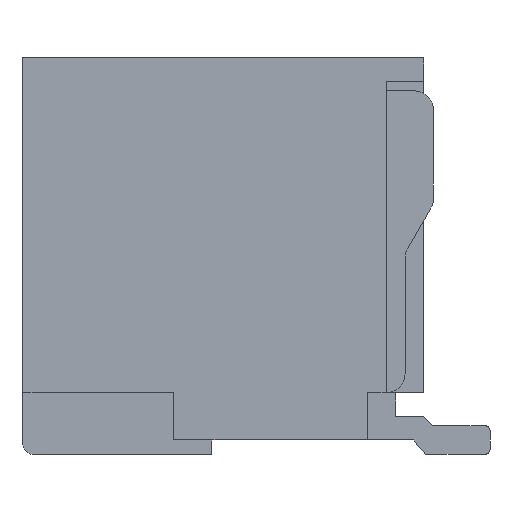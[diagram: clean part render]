
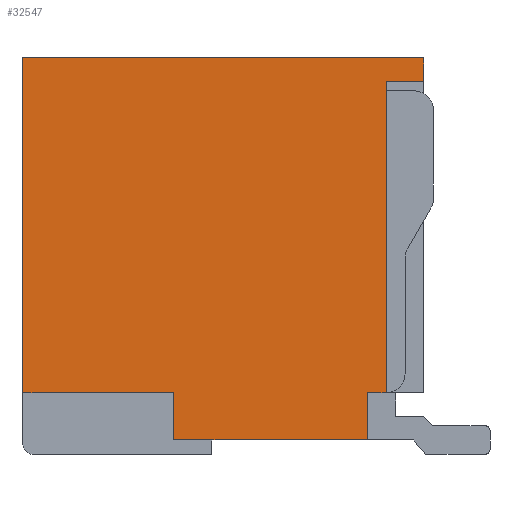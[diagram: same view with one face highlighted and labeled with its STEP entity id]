
A CAD part, left-side view. The second image highlights one B-rep face of the part: STEP entity #32547.
In plain terms, the highlighted planar face has unit normal (-1, 0, 0).
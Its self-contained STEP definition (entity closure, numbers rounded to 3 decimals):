
#375 = DIRECTION ( 'NONE',  ( 0., 0., -1. ) ) ;
#845 = EDGE_CURVE ( 'NONE', #35905, #36739, #4933, .T. ) ;
#1097 = VECTOR ( 'NONE', #17147, 1000. ) ;
#1277 = EDGE_LOOP ( 'NONE', ( #20965, #36216, #22294, #10276, #36724, #32025, #9571, #13841, #22024, #12093 ) ) ;
#1476 = CARTESIAN_POINT ( 'NONE',  ( -7.875, -1.375, 0.5 ) ) ;
#1719 = DIRECTION ( 'NONE',  ( 0., 0., -1. ) ) ;
#2547 = VECTOR ( 'NONE', #13322, 1000. ) ;
#2850 = CARTESIAN_POINT ( 'NONE',  ( -7.875, 2.475, 4.05 ) ) ;
#3178 = VECTOR ( 'NONE', #28484, 1000. ) ;
#3297 = EDGE_CURVE ( 'NONE', #16859, #37736, #6773, .T. ) ;
#3404 = LINE ( 'NONE', #36263, #18278 ) ;
#3427 = DIRECTION ( 'NONE',  ( 0., -1., 0. ) ) ;
#3661 = LINE ( 'NONE', #6940, #26552 ) ;
#4842 = VECTOR ( 'NONE', #14658, 1000. ) ;
#4933 = LINE ( 'NONE', #16782, #34704 ) ;
#5342 = CARTESIAN_POINT ( 'NONE',  ( -7.875, 2.475, 0.5 ) ) ;
#6773 = LINE ( 'NONE', #7348, #30609 ) ;
#6940 = CARTESIAN_POINT ( 'NONE',  ( -7.875, -1.775, 4.05 ) ) ;
#7253 = CARTESIAN_POINT ( 'NONE',  ( -7.875, 0.875, 0. ) ) ;
#7348 = CARTESIAN_POINT ( 'NONE',  ( -7.875, -1.375, 0.5 ) ) ;
#7487 = LINE ( 'NONE', #13115, #3178 ) ;
#8563 = CARTESIAN_POINT ( 'NONE',  ( -7.875, 0.875, 0. ) ) ;
#8926 = VECTOR ( 'NONE', #3427, 1000. ) ;
#9225 = CARTESIAN_POINT ( 'NONE',  ( -7.875, -1.375, 3.8 ) ) ;
#9571 = ORIENTED_EDGE ( 'NONE', *, *, #3297, .F. ) ;
#10276 = ORIENTED_EDGE ( 'NONE', *, *, #14357, .T. ) ;
#10347 = VERTEX_POINT ( 'NONE', #13845 ) ;
#11156 = LINE ( 'NONE', #37767, #1097 ) ;
#12093 = ORIENTED_EDGE ( 'NONE', *, *, #845, .F. ) ;
#12194 = AXIS2_PLACEMENT_3D ( 'NONE', #24279, #33706, #15377 ) ;
#12923 = CARTESIAN_POINT ( 'NONE',  ( -7.875, 2.475, 0.5 ) ) ;
#13115 = CARTESIAN_POINT ( 'NONE',  ( -7.875, -1.175, 0. ) ) ;
#13322 = DIRECTION ( 'NONE',  ( 0., 1., 0. ) ) ;
#13841 = ORIENTED_EDGE ( 'NONE', *, *, #33890, .F. ) ;
#13845 = CARTESIAN_POINT ( 'NONE',  ( -7.875, 0.875, 0.5 ) ) ;
#14357 = EDGE_CURVE ( 'NONE', #18361, #23243, #24511, .T. ) ;
#14452 = VERTEX_POINT ( 'NONE', #32389 ) ;
#14658 = DIRECTION ( 'NONE',  ( 0., 0., -1. ) ) ;
#15377 = DIRECTION ( 'NONE',  ( 0., 0., -1. ) ) ;
#15606 = DIRECTION ( 'NONE',  ( 0., 1., 0. ) ) ;
#15630 = CARTESIAN_POINT ( 'NONE',  ( -7.875, 2.475, 0. ) ) ;
#16782 = CARTESIAN_POINT ( 'NONE',  ( -7.875, 2.475, 4.05 ) ) ;
#16859 = VERTEX_POINT ( 'NONE', #9225 ) ;
#16965 = EDGE_CURVE ( 'NONE', #18361, #10347, #30820, .T. ) ;
#17147 = DIRECTION ( 'NONE',  ( 0., 1., 0. ) ) ;
#17952 = EDGE_CURVE ( 'NONE', #37736, #14452, #3404, .T. ) ;
#18278 = VECTOR ( 'NONE', #15606, 1000. ) ;
#18361 = VERTEX_POINT ( 'NONE', #8563 ) ;
#19093 = CARTESIAN_POINT ( 'NONE',  ( -7.875, 2.475, 4.05 ) ) ;
#20291 = CARTESIAN_POINT ( 'NONE',  ( -7.875, -1.775, 4.05 ) ) ;
#20965 = ORIENTED_EDGE ( 'NONE', *, *, #27105, .T. ) ;
#22024 = ORIENTED_EDGE ( 'NONE', *, *, #26846, .F. ) ;
#22294 = ORIENTED_EDGE ( 'NONE', *, *, #16965, .F. ) ;
#22881 = CARTESIAN_POINT ( 'NONE',  ( -7.875, -1.175, 0. ) ) ;
#23243 = VERTEX_POINT ( 'NONE', #22881 ) ;
#23902 = FACE_OUTER_BOUND ( 'NONE', #1277, .T. ) ;
#24279 = CARTESIAN_POINT ( 'NONE',  ( -7.875, 2.475, 4.05 ) ) ;
#24511 = LINE ( 'NONE', #15630, #8926 ) ;
#25110 = LINE ( 'NONE', #12923, #2547 ) ;
#26552 = VECTOR ( 'NONE', #375, 1000. ) ;
#26724 = VECTOR ( 'NONE', #37578, 1000. ) ;
#26846 = EDGE_CURVE ( 'NONE', #36739, #38338, #3661, .T. ) ;
#27105 = EDGE_CURVE ( 'NONE', #35905, #36047, #32431, .T. ) ;
#28484 = DIRECTION ( 'NONE',  ( 0., 0., -1. ) ) ;
#28602 = EDGE_CURVE ( 'NONE', #14452, #23243, #7487, .T. ) ;
#28650 = DIRECTION ( 'NONE',  ( 0., -1., 0. ) ) ;
#29226 = PLANE ( 'NONE',  #12194 ) ;
#30609 = VECTOR ( 'NONE', #1719, 1000. ) ;
#30820 = LINE ( 'NONE', #7253, #26724 ) ;
#31705 = CARTESIAN_POINT ( 'NONE',  ( -7.875, -1.775, 3.8 ) ) ;
#32025 = ORIENTED_EDGE ( 'NONE', *, *, #17952, .F. ) ;
#32389 = CARTESIAN_POINT ( 'NONE',  ( -7.875, -1.175, 0.5 ) ) ;
#32431 = LINE ( 'NONE', #2850, #4842 ) ;
#32547 = ADVANCED_FACE ( 'NONE', ( #23902 ), #29226, .F. ) ;
#33706 = DIRECTION ( 'NONE',  ( 1., 0., 0. ) ) ;
#33890 = EDGE_CURVE ( 'NONE', #38338, #16859, #11156, .T. ) ;
#34704 = VECTOR ( 'NONE', #28650, 1000. ) ;
#35841 = EDGE_CURVE ( 'NONE', #10347, #36047, #25110, .T. ) ;
#35905 = VERTEX_POINT ( 'NONE', #19093 ) ;
#36047 = VERTEX_POINT ( 'NONE', #5342 ) ;
#36216 = ORIENTED_EDGE ( 'NONE', *, *, #35841, .F. ) ;
#36263 = CARTESIAN_POINT ( 'NONE',  ( -7.875, -1.775, 0.5 ) ) ;
#36724 = ORIENTED_EDGE ( 'NONE', *, *, #28602, .F. ) ;
#36739 = VERTEX_POINT ( 'NONE', #20291 ) ;
#37578 = DIRECTION ( 'NONE',  ( 0., 0., 1. ) ) ;
#37736 = VERTEX_POINT ( 'NONE', #1476 ) ;
#37767 = CARTESIAN_POINT ( 'NONE',  ( -7.875, -1.775, 3.8 ) ) ;
#38338 = VERTEX_POINT ( 'NONE', #31705 ) ;
